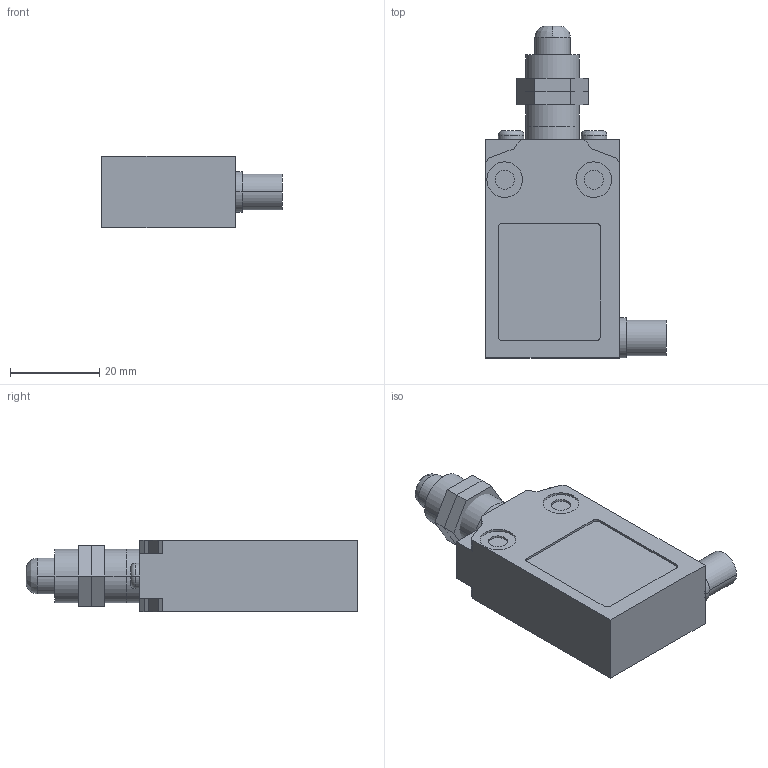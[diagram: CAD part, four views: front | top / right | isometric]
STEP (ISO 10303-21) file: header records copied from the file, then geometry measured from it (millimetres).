
FILE_DESCRIPTION((''),'2;1');
FILE_NAME('3d_KPA2L11.stp','2012-10-03T08:05:31',(''),(''),'Mechanical Desktop 2011','Mechanical Desktop 2011',', , ');
FILE_SCHEMA(('CONFIG_CONTROL_DESIGN'));
Length unit declared in the file: millimetre
Products named in the file (1): Product
Bounding box: 40.5 x 74.5 x 16 mm (x, y, z)
Volume: 26633.3 mm3; surface area: 8186.7 mm2
Topology: 9 solids, 9 shells, 103 faces, 237 edges, 159 vertices
Faces by surface type: plane 67, cylinder 26, bspline 8, torus 2
Entity records: 3197 total; most frequent: CARTESIAN_POINT 716, DIRECTION 506, ORIENTED_EDGE 474, EDGE_CURVE 237, AXIS2_PLACEMENT_3D 173, VECTOR 160, LINE 160, VERTEX_POINT 159
